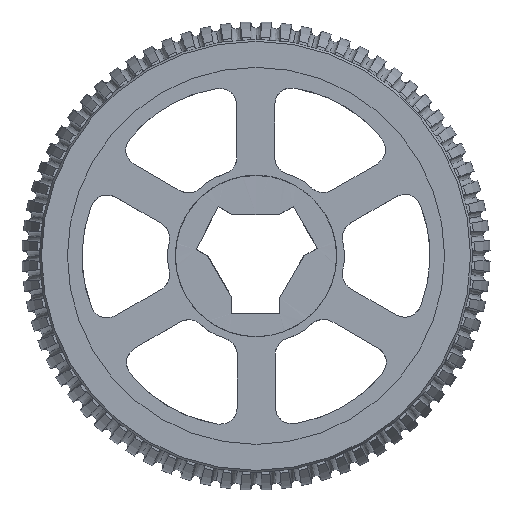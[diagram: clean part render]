
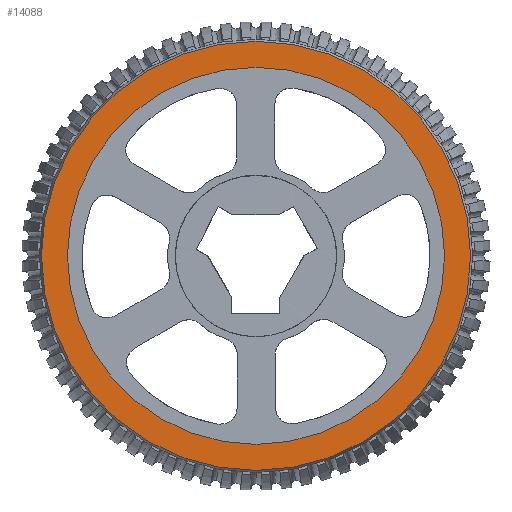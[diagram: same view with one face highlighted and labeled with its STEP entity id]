
A CAD part, top view. The second image highlights one B-rep face of the part: STEP entity #14088.
In plain terms, the highlighted planar face has unit normal (0, 0, 1).
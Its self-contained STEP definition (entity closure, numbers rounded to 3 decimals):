
#13993=CARTESIAN_POINT('',(25.,-75.07,3.23));
#13994=VERTEX_POINT('',#13993);
#14003=CARTESIAN_POINT('',(25.,-82.32,3.23));
#14004=DIRECTION('',(0.,0.,1.));
#14005=DIRECTION('',(0.,-1.,0.));
#14006=AXIS2_PLACEMENT_3D('',#14003,#14004,#14005);
#14007=CIRCLE('',#14006,7.25);
#14008=EDGE_CURVE('',#13994,#13994,#14007,.T.);
#14052=CARTESIAN_POINT('',(25.,-74.07,3.23));
#14053=VERTEX_POINT('',#14052);
#14060=CARTESIAN_POINT('',(25.,-82.32,3.23));
#14061=DIRECTION('',(0.,0.,1.));
#14062=DIRECTION('',(0.,-1.,0.));
#14063=AXIS2_PLACEMENT_3D('',#14060,#14061,#14062);
#14064=CIRCLE('',#14063,8.25);
#14065=EDGE_CURVE('',#14053,#14053,#14064,.T.);
#14072=CARTESIAN_POINT('',(25.,-82.32,3.23));
#14073=DIRECTION('',(0.,0.,1.));
#14074=DIRECTION('',(0.,-1.,0.));
#14075=AXIS2_PLACEMENT_3D('',#14072,#14073,#14074);
#14076=PLANE('',#14075);
#14077=CARTESIAN_POINT('',(25.,-75.07,3.23));
#14078=DIRECTION('',(0.,1.,-0.));
#14079=VECTOR('',#14078,1.);
#14080=LINE('',#14077,#14079);
#14081=EDGE_CURVE('',#13994,#14053,#14080,.T.);
#14082=ORIENTED_EDGE('',*,*,#14081,.F.);
#14083=ORIENTED_EDGE('',*,*,#14008,.F.);
#14084=ORIENTED_EDGE('',*,*,#14081,.T.);
#14085=ORIENTED_EDGE('',*,*,#14065,.T.);
#14086=EDGE_LOOP('',(#14082,#14083,#14084,#14085));
#14087=FACE_BOUND('',#14086,.T.);
#14088=ADVANCED_FACE('',(#14087),#14076,.T.);
